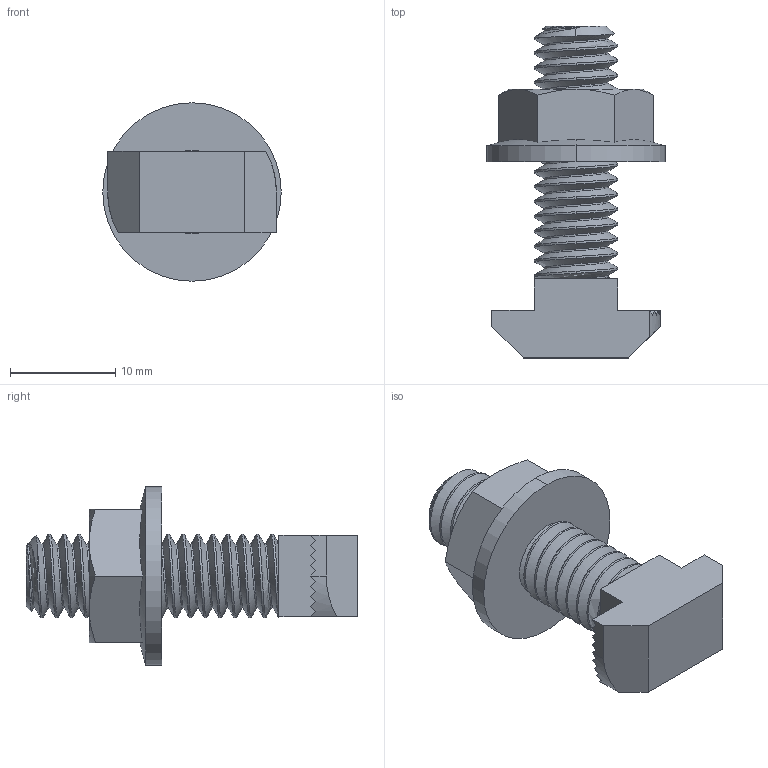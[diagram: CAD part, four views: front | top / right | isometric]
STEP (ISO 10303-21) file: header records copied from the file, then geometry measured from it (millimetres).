
FILE_DESCRIPTION (( 'STEP AP203' ), '1' );
FILE_NAME ('47065T234.step', '2015-02-24T13:04:51', ( '' ), ( '' ), 'SwSTEP 2.0', 'SolidWorks 2010', '' );
FILE_SCHEMA (( 'CONFIG_CONTROL_DESIGN' ));
Length unit declared in the file: inch
Products named in the file (1): 47065T234
Bounding box: 16.94 x 31.5 x 16.94 mm (x, y, z)
Volume: 2367.7 mm3; surface area: 2253.5 mm2
Topology: 2 solids, 2 shells, 110 faces, 302 edges, 196 vertices
Faces by surface type: plane 52, cylinder 42, cone 13, bspline 3
Entity records: 6302 total; most frequent: CARTESIAN_POINT 3743, ORIENTED_EDGE 604, DIRECTION 424, EDGE_CURVE 302, VERTEX_POINT 196, VECTOR 160, LINE 160, AXIS2_PLACEMENT_3D 132
